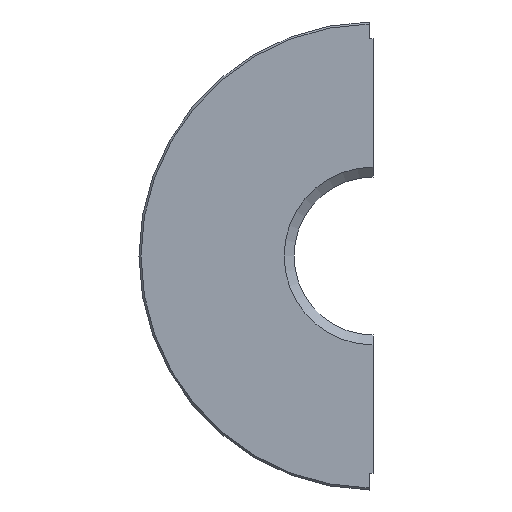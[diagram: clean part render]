
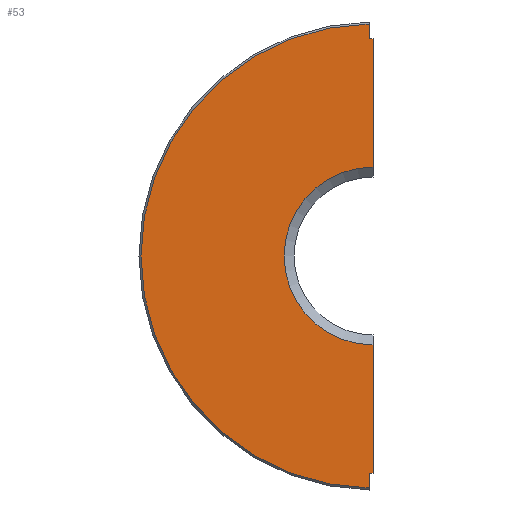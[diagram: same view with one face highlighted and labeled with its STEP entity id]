
A CAD part, left-side view. The second image highlights one B-rep face of the part: STEP entity #53.
In plain terms, the highlighted planar face has unit normal (-1, 0, 0).
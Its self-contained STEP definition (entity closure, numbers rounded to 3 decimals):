
#53=ADVANCED_FACE('',(#413),#415,.T.);
#413=FACE_BOUND('',#414,.T.);
#414=EDGE_LOOP('',(#701,#702,#703,#704,#705,#706,#707,#708));
#415=PLANE('',#416);
#416=AXIS2_PLACEMENT_3D('',#417,#418,#419);
#417=CARTESIAN_POINT('',(-60.,0.,0.));
#418=DIRECTION('',(-1.,0.,0.));
#419=DIRECTION('',(0.,0.,1.));
#701=ORIENTED_EDGE('',*,*,#913,.T.);
#702=ORIENTED_EDGE('',*,*,#914,.F.);
#703=ORIENTED_EDGE('',*,*,#915,.F.);
#704=ORIENTED_EDGE('',*,*,#916,.T.);
#705=ORIENTED_EDGE('',*,*,#917,.T.);
#706=ORIENTED_EDGE('',*,*,#918,.T.);
#707=ORIENTED_EDGE('',*,*,#919,.T.);
#708=ORIENTED_EDGE('',*,*,#920,.T.);
#913=EDGE_CURVE('',#1019,#1020,#1021,.F.);
#914=EDGE_CURVE('',#1022,#1020,#1023,.T.);
#915=EDGE_CURVE('',#1024,#1022,#1025,.T.);
#916=EDGE_CURVE('',#1024,#1026,#1027,.T.);
#917=EDGE_CURVE('',#1026,#1028,#1029,.F.);
#918=EDGE_CURVE('',#1028,#1030,#1031,.T.);
#919=EDGE_CURVE('',#1030,#1032,#1033,.T.);
#920=EDGE_CURVE('',#1032,#1019,#1034,.T.);
#1019=VERTEX_POINT('',#1197);
#1020=VERTEX_POINT('',#1198);
#1021=LINE('',#1199,#1200);
#1022=VERTEX_POINT('',#1202);
#1023=LINE('',#1203,#1204);
#1024=VERTEX_POINT('',#1206);
#1025=CIRCLE('',#1207,45.);
#1026=VERTEX_POINT('',#1211);
#1027=LINE('',#1212,#1213);
#1028=VERTEX_POINT('',#1215);
#1029=LINE('',#1216,#1217);
#1030=VERTEX_POINT('',#1219);
#1031=LINE('',#1220,#1221);
#1032=VERTEX_POINT('',#1223);
#1033=CIRCLE('',#1224,117.5);
#1034=LINE('',#1228,#1229);
#1197=CARTESIAN_POINT('',(-60.,2.,-110.));
#1198=CARTESIAN_POINT('',(-60.,0.,-110.));
#1199=CARTESIAN_POINT('',(-60.,0.,-110.));
#1200=VECTOR('',#1201,1.);
#1201=DIRECTION('',(0.,1.,0.));
#1202=CARTESIAN_POINT('',(-60.,0.,-45.));
#1203=CARTESIAN_POINT('',(-60.,0.,-45.));
#1204=VECTOR('',#1205,1.);
#1205=DIRECTION('',(0.,0.,-1.));
#1206=CARTESIAN_POINT('',(-60.,0.,45.));
#1207=AXIS2_PLACEMENT_3D('',#1208,#1209,#1210);
#1208=CARTESIAN_POINT('',(-60.,0.,0.));
#1209=DIRECTION('',(-1.,0.,0.));
#1210=DIRECTION('',(0.,0.,1.));
#1211=CARTESIAN_POINT('',(-60.,0.,110.));
#1212=CARTESIAN_POINT('',(-60.,0.,45.));
#1213=VECTOR('',#1214,1.);
#1214=DIRECTION('',(0.,0.,1.));
#1215=CARTESIAN_POINT('',(-60.,2.,110.));
#1216=CARTESIAN_POINT('',(-60.,2.,110.));
#1217=VECTOR('',#1218,1.);
#1218=DIRECTION('',(0.,-1.,0.));
#1219=CARTESIAN_POINT('',(-60.,2.,117.483));
#1220=CARTESIAN_POINT('',(-60.,2.,110.));
#1221=VECTOR('',#1222,1.);
#1222=DIRECTION('',(0.,0.,1.));
#1223=CARTESIAN_POINT('',(-60.,2.,-117.483));
#1224=AXIS2_PLACEMENT_3D('',#1225,#1226,#1227);
#1225=CARTESIAN_POINT('',(-60.,0.,0.));
#1226=DIRECTION('',(-1.,0.,0.));
#1227=DIRECTION('',(0.,0.017,1.));
#1228=CARTESIAN_POINT('',(-60.,2.,-117.483));
#1229=VECTOR('',#1230,1.);
#1230=DIRECTION('',(0.,0.,1.));
